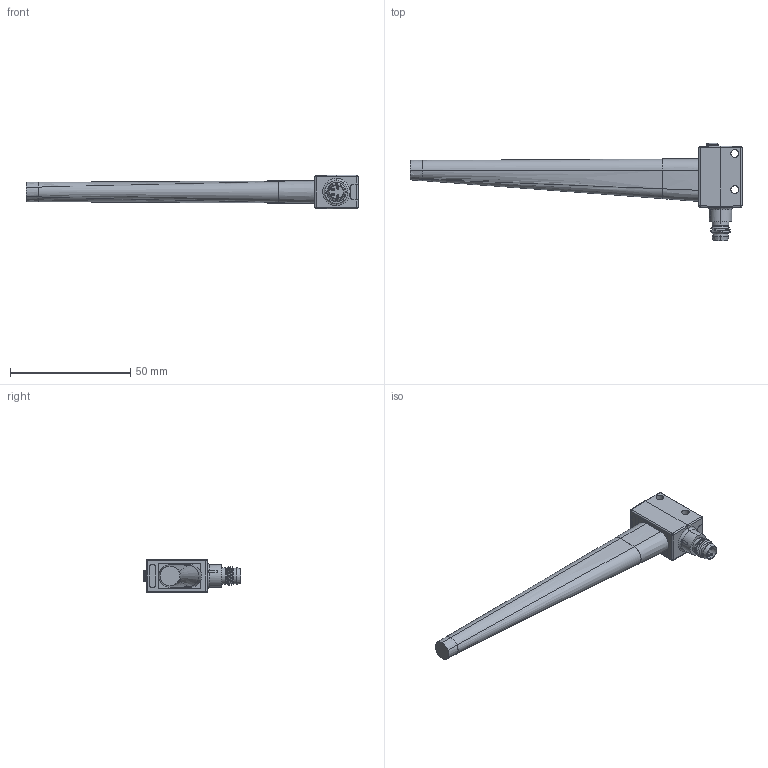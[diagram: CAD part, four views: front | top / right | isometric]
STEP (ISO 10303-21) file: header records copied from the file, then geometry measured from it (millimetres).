
FILE_DESCRIPTION((''),'2;1');
FILE_NAME('CAD1222_ML6_8_H_120','2011-01-20T',('mschubert'),(''),'PRO/ENGINEER BY PARAMETRIC TECHNOLOGY CORPORATION, 2007250','PRO/ENGINEER BY PARAMETRIC TECHNOLOGY CORPORATION, 2007250','');
FILE_SCHEMA(('CONFIG_CONTROL_DESIGN'));
Length unit declared in the file: millimetre
Products named in the file (1): CAD1222_ML6_8_H_120
Bounding box: 137.9 x 40.65 x 13.9 mm (x, y, z)
Volume: 17673.1 mm3; surface area: 7076 mm2
Topology: 1 solids, 1 shells, 169 faces, 423 edges, 277 vertices
Faces by surface type: plane 69, cylinder 57, bspline 18, cone 16, sphere 8, torus 1
Entity records: 10037 total; most frequent: CARTESIAN_POINT 4418, ORIENTED_EDGE 828, DIRECTION 766, EDGE_CURVE 414, AXIS2_PLACEMENT_3D 271, VERTEX_POINT 262, FILL_AREA_STYLE_COLOUR 245, FILL_AREA_STYLE 245
